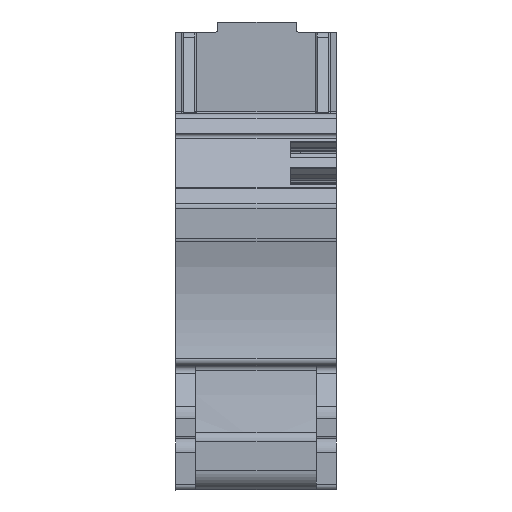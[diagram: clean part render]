
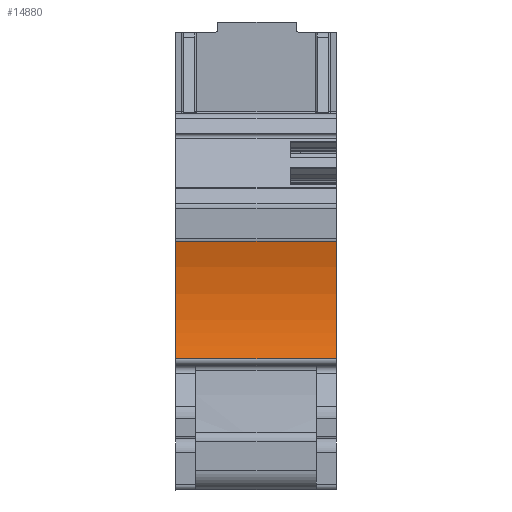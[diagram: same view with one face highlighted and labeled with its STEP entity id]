
A CAD part, front view. The second image highlights one B-rep face of the part: STEP entity #14880.
In plain terms, the highlighted cylindrical face has radius 20.8 mm (diameter 41.6 mm), a partial arc.
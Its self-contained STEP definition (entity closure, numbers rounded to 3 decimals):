
#760=AXIS2_PLACEMENT_3D('Circle Axis2P3D',#758,#759,$) ;
#767=AXIS2_PLACEMENT_3D('Circle Axis2P3D',#765,#766,$) ;
#13112=AXIS2_PLACEMENT_3D('Circle Axis2P3D',#13110,#13111,$) ;
#13119=AXIS2_PLACEMENT_3D('Circle Axis2P3D',#13117,#13118,$) ;
#14865=AXIS2_PLACEMENT_3D('Cylinder Axis2P3D',#14862,#14863,#14864) ;
#755=CARTESIAN_POINT('Vertex',(16.,0.744,24.777)) ;
#758=CARTESIAN_POINT('Axis2P3D Location',(16.,-19.244,19.024)) ;
#762=CARTESIAN_POINT('Vertex',(16.,1.448,16.911)) ;
#765=CARTESIAN_POINT('Axis2P3D Location',(16.,-19.244,19.024)) ;
#769=CARTESIAN_POINT('Vertex',(16.,0.692,13.092)) ;
#13107=CARTESIAN_POINT('Vertex',(0.,0.692,13.092)) ;
#13110=CARTESIAN_POINT('Axis2P3D Location',(0.,-19.244,19.024)) ;
#13114=CARTESIAN_POINT('Vertex',(0.,1.448,16.911)) ;
#13117=CARTESIAN_POINT('Axis2P3D Location',(0.,-19.244,19.024)) ;
#13121=CARTESIAN_POINT('Vertex',(0.,0.744,24.777)) ;
#14850=CARTESIAN_POINT('Line Origine',(8.,0.744,24.777)) ;
#14862=CARTESIAN_POINT('Axis2P3D Location',(8.,-19.244,19.024)) ;
#14867=CARTESIAN_POINT('Line Origine',(8.,0.692,13.092)) ;
#759=DIRECTION('Axis2P3D Direction',(-1.,-0.,0.)) ;
#766=DIRECTION('Axis2P3D Direction',(-1.,-0.,0.)) ;
#13111=DIRECTION('Axis2P3D Direction',(-1.,-0.,0.)) ;
#13118=DIRECTION('Axis2P3D Direction',(-1.,-0.,0.)) ;
#14851=DIRECTION('Vector Direction',(1.,0.,0.)) ;
#14863=DIRECTION('Axis2P3D Direction',(-1.,0.,0.)) ;
#14864=DIRECTION('Axis2P3D XDirection',(0.,0.959,0.283)) ;
#14868=DIRECTION('Vector Direction',(-1.,0.,0.)) ;
#14852=VECTOR('Line Direction',#14851,1.) ;
#14869=VECTOR('Line Direction',#14868,1.) ;
#14873=ORIENTED_EDGE('',*,*,#14854,.F.) ;
#14874=ORIENTED_EDGE('',*,*,#13123,.T.) ;
#14875=ORIENTED_EDGE('',*,*,#13116,.T.) ;
#14876=ORIENTED_EDGE('',*,*,#14871,.F.) ;
#14877=ORIENTED_EDGE('',*,*,#771,.F.) ;
#14878=ORIENTED_EDGE('',*,*,#764,.F.) ;
#14880=ADVANCED_FACE('V1',(#14879),#14866,.F.) ;
#761=CIRCLE('generated circle',#760,20.8) ;
#768=CIRCLE('generated circle',#767,20.8) ;
#13113=CIRCLE('generated circle',#13112,20.8) ;
#13120=CIRCLE('generated circle',#13119,20.8) ;
#14866=CYLINDRICAL_SURFACE('generated cylinder',#14865,20.8) ;
#764=EDGE_CURVE('',#756,#763,#761,.T.) ;
#771=EDGE_CURVE('',#763,#770,#768,.T.) ;
#13116=EDGE_CURVE('',#13115,#13108,#13113,.T.) ;
#13123=EDGE_CURVE('',#13122,#13115,#13120,.T.) ;
#14854=EDGE_CURVE('',#13122,#756,#14853,.T.) ;
#14871=EDGE_CURVE('',#770,#13108,#14870,.T.) ;
#14872=EDGE_LOOP('',(#14873,#14874,#14875,#14876,#14877,#14878)) ;
#14879=FACE_OUTER_BOUND('',#14872,.T.) ;
#14853=LINE('Line',#14850,#14852) ;
#14870=LINE('Line',#14867,#14869) ;
#756=VERTEX_POINT('',#755) ;
#763=VERTEX_POINT('',#762) ;
#770=VERTEX_POINT('',#769) ;
#13108=VERTEX_POINT('',#13107) ;
#13115=VERTEX_POINT('',#13114) ;
#13122=VERTEX_POINT('',#13121) ;
